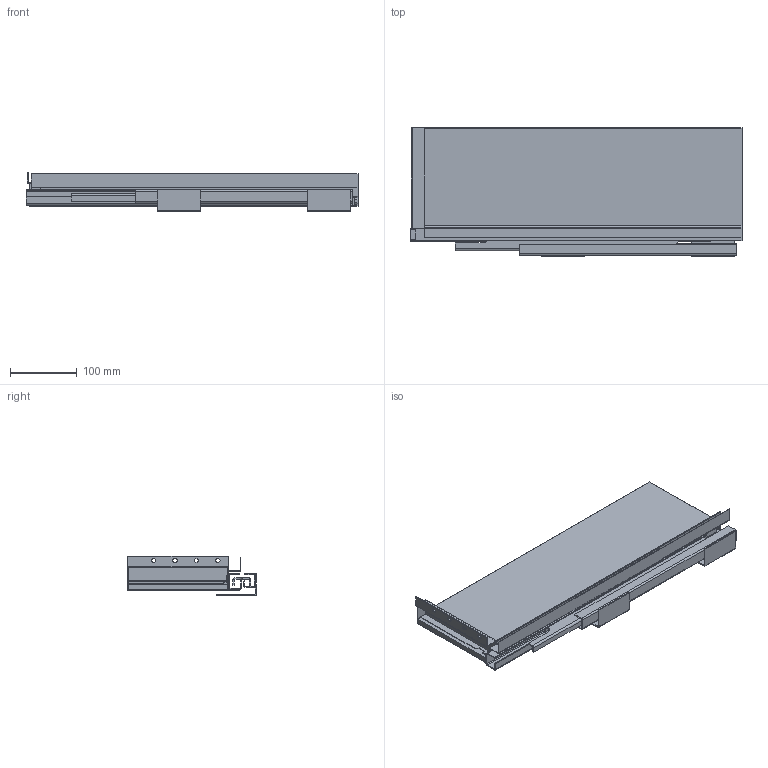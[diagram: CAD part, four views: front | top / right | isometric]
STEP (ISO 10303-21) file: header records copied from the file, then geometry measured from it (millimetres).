
FILE_DESCRIPTION (( 'STEP AP214' ), '1' );
FILE_NAME ('F008298,F008306-CLOSED-RIGHT_3D.step', '2023-08-22T11:08:54', ( '' ), ( '' ), 'SwSTEP 2.0', 'SolidWorks 2020', '' );
FILE_SCHEMA (( 'AUTOMOTIVE_DESIGN' ));
Length unit declared in the file: millimetre
Products named in the file (8): ND30-VYSUV-500-CLOSED_RIGHT; ND30-500-VNEJSI PRAVY; ND60-drzak zad-H167-PRAVY; Riex ND60 Bocnice-18-500-H167-PRAVA; F008298,F008306-CLOSED-RIGHT_3D; ND30-500-VNITRNI PRAVY; ND30-500-STREDNI PRAVY; ND60-boènice sestava-18 H167-500-PRAVA
Assembly tree (7 placements, depth 3):
  F008298,F008306-CLOSED-RIGHT_3D
    ND60-boènice sestava-18 H167-500-PRAVA
      Riex ND60 Bocnice-18-500-H167-PRAVA
      ND60-drzak zad-H167-PRAVY
    ND30-VYSUV-500-CLOSED_RIGHT
      ND30-500-VNEJSI PRAVY
      ND30-500-STREDNI PRAVY
      ND30-500-VNITRNI PRAVY
Bounding box: 497.5 x 193.2 x 58.5 mm (x, y, z)
Volume: 313410.5 mm3; surface area: 630192.5 mm2
Topology: 11 solids, 11 shells, 297 faces, 775 edges, 500 vertices
Faces by surface type: plane 144, cylinder 105, cone 48
Entity records: 9583 total; most frequent: DIRECTION 1651, CARTESIAN_POINT 1584, ORIENTED_EDGE 1550, EDGE_CURVE 775, AXIS2_PLACEMENT_3D 567, LINE 517, VECTOR 517, VERTEX_POINT 500
